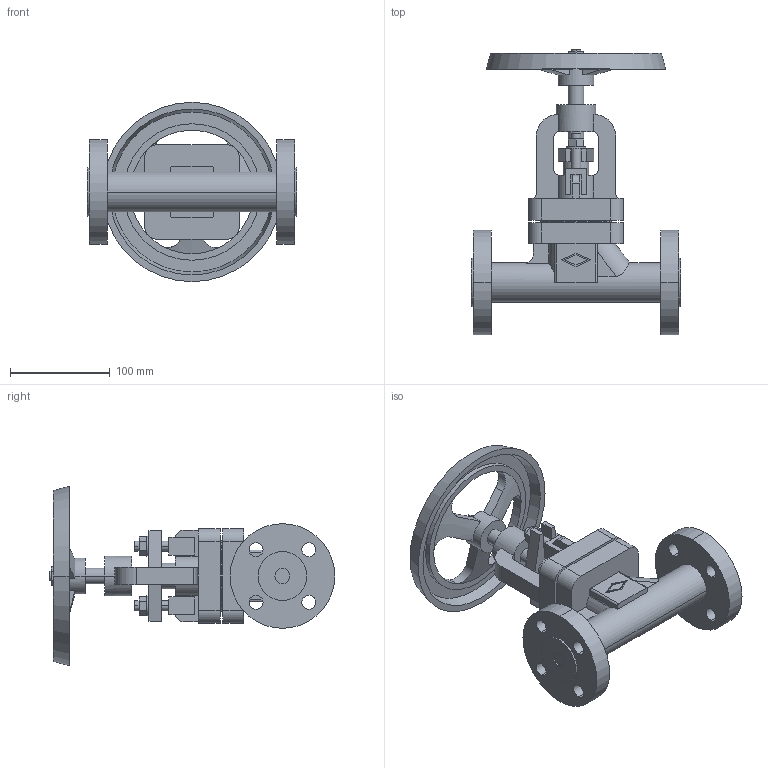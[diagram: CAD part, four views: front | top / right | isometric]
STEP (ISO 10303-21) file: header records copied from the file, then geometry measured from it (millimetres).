
FILE_DESCRIPTION(('OneSpaceDesigner STEP Export'),'2;1');
FILE_NAME('c000004644.stp','2011-03-29T12:37:58',(''),(''),'OneSpace Designer STEP processor for AP214 (Solid Model)','OneSpace Modeling 15.50B 03-Nov-2007 (C) CoCreate Software GmbH','');
FILE_SCHEMA(('AUTOMOTIVE_DESIGN { 1 0 10303 214 1 1 1 1 }'));
Length unit declared in the file: millimetre
Products named in the file (1): 1
Bounding box: 210 x 286.6 x 180 mm (x, y, z)
Volume: 1344725.8 mm3; surface area: 214315.9 mm2
Topology: 1 solids, 1 shells, 264 faces, 691 edges, 454 vertices
Faces by surface type: plane 140, cylinder 110, cone 14
Entity records: 13148 total; most frequent: CARTESIAN_POINT 4728, ORIENTED_EDGE 1382, DIRECTION 1202, EDGE_CURVE 691, VERTEX_POINT 454, VECTOR 406, LINE 406, AXIS2_PLACEMENT_3D 398
